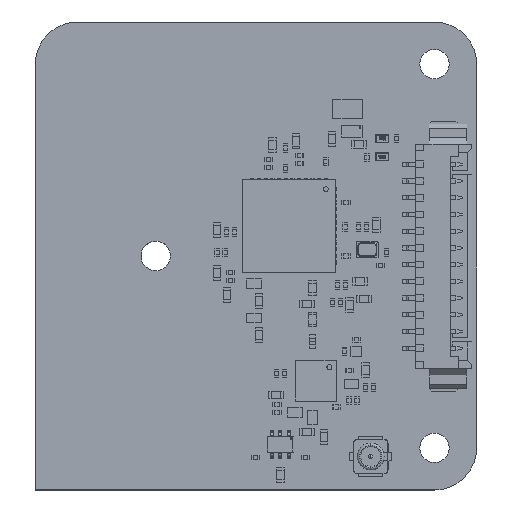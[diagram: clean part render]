
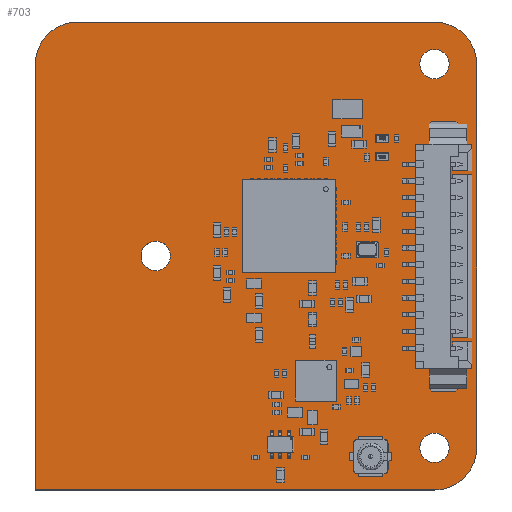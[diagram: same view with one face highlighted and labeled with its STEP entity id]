
A CAD part, top view. The second image highlights one B-rep face of the part: STEP entity #703.
In plain terms, the highlighted planar face has unit normal (0, 0, 1).
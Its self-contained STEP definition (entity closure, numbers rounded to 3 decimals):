
#364 = VERTEX_POINT('',#365);
#365 = CARTESIAN_POINT('',(0.,0.,1.083));
#371 = EDGE_CURVE('',#364,#372,#374,.T.);
#372 = VERTEX_POINT('',#373);
#373 = CARTESIAN_POINT('',(29.875,0.,1.083));
#374 = LINE('',#375,#376);
#375 = CARTESIAN_POINT('',(0.,0.,1.083));
#376 = VECTOR('',#377,1.);
#377 = DIRECTION('',(1.,0.,0.));
#402 = EDGE_CURVE('',#372,#403,#405,.T.);
#403 = VERTEX_POINT('',#404);
#404 = CARTESIAN_POINT('',(33.,3.125,1.083));
#405 = CIRCLE('',#406,3.148);
#406 = AXIS2_PLACEMENT_3D('',#407,#408,#409);
#407 = CARTESIAN_POINT('',(29.852,3.148,1.083));
#408 = DIRECTION('',(0.,0.,1.));
#409 = DIRECTION('',(0.007,-1.,0.));
#435 = EDGE_CURVE('',#403,#436,#438,.T.);
#436 = VERTEX_POINT('',#437);
#437 = CARTESIAN_POINT('',(33.,31.875,1.083));
#438 = LINE('',#439,#440);
#439 = CARTESIAN_POINT('',(33.,3.125,1.083));
#440 = VECTOR('',#441,1.);
#441 = DIRECTION('',(0.,1.,0.));
#466 = EDGE_CURVE('',#436,#467,#469,.T.);
#467 = VERTEX_POINT('',#468);
#468 = CARTESIAN_POINT('',(29.863,35.,1.083));
#469 = CIRCLE('',#470,3.15);
#470 = AXIS2_PLACEMENT_3D('',#471,#472,#473);
#471 = CARTESIAN_POINT('',(29.85,31.85,1.083));
#472 = DIRECTION('',(0.,0.,1.));
#473 = DIRECTION('',(1.,0.008,0.));
#499 = EDGE_CURVE('',#467,#500,#502,.T.);
#500 = VERTEX_POINT('',#501);
#501 = CARTESIAN_POINT('',(3.15,35.,1.083));
#502 = LINE('',#503,#504);
#503 = CARTESIAN_POINT('',(29.863,35.,1.083));
#504 = VECTOR('',#505,1.);
#505 = DIRECTION('',(-1.,0.,0.));
#530 = EDGE_CURVE('',#500,#531,#533,.T.);
#531 = VERTEX_POINT('',#532);
#532 = CARTESIAN_POINT('',(0.,31.875,1.083));
#533 = CIRCLE('',#534,3.15);
#534 = AXIS2_PLACEMENT_3D('',#535,#536,#537);
#535 = CARTESIAN_POINT('',(3.15,31.85,1.083));
#536 = DIRECTION('',(0.,0.,1.));
#537 = DIRECTION('',(0.,1.,0.));
#563 = EDGE_CURVE('',#531,#364,#564,.T.);
#564 = LINE('',#565,#566);
#565 = CARTESIAN_POINT('',(0.,31.875,1.083));
#566 = VECTOR('',#567,1.);
#567 = DIRECTION('',(0.,-1.,0.));
#587 = VERTEX_POINT('',#588);
#588 = CARTESIAN_POINT('',(10.1,17.5,1.083));
#594 = EDGE_CURVE('',#587,#587,#595,.T.);
#595 = CIRCLE('',#596,1.1);
#596 = AXIS2_PLACEMENT_3D('',#597,#598,#599);
#597 = CARTESIAN_POINT('',(9.,17.5,1.083));
#598 = DIRECTION('',(0.,0.,1.));
#599 = DIRECTION('',(1.,0.,0.));
#620 = VERTEX_POINT('',#621);
#621 = CARTESIAN_POINT('',(30.95,3.15,1.083));
#627 = EDGE_CURVE('',#620,#620,#628,.T.);
#628 = CIRCLE('',#629,1.1);
#629 = AXIS2_PLACEMENT_3D('',#630,#631,#632);
#630 = CARTESIAN_POINT('',(29.85,3.15,1.083));
#631 = DIRECTION('',(0.,0.,1.));
#632 = DIRECTION('',(1.,0.,0.));
#653 = VERTEX_POINT('',#654);
#654 = CARTESIAN_POINT('',(30.95,31.85,1.083));
#660 = EDGE_CURVE('',#653,#653,#661,.T.);
#661 = CIRCLE('',#662,1.1);
#662 = AXIS2_PLACEMENT_3D('',#663,#664,#665);
#663 = CARTESIAN_POINT('',(29.85,31.85,1.083));
#664 = DIRECTION('',(0.,0.,1.));
#665 = DIRECTION('',(1.,0.,0.));
#703 = ADVANCED_FACE('',(#704,#713,#716,#719),#722,.F.);
#704 = FACE_BOUND('',#705,.T.);
#705 = EDGE_LOOP('',(#706,#707,#708,#709,#710,#711,#712));
#706 = ORIENTED_EDGE('',*,*,#371,.T.);
#707 = ORIENTED_EDGE('',*,*,#402,.T.);
#708 = ORIENTED_EDGE('',*,*,#435,.T.);
#709 = ORIENTED_EDGE('',*,*,#466,.T.);
#710 = ORIENTED_EDGE('',*,*,#499,.T.);
#711 = ORIENTED_EDGE('',*,*,#530,.T.);
#712 = ORIENTED_EDGE('',*,*,#563,.T.);
#713 = FACE_BOUND('',#714,.F.);
#714 = EDGE_LOOP('',(#715));
#715 = ORIENTED_EDGE('',*,*,#594,.T.);
#716 = FACE_BOUND('',#717,.F.);
#717 = EDGE_LOOP('',(#718));
#718 = ORIENTED_EDGE('',*,*,#627,.T.);
#719 = FACE_BOUND('',#720,.F.);
#720 = EDGE_LOOP('',(#721));
#721 = ORIENTED_EDGE('',*,*,#660,.T.);
#722 = PLANE('',#723);
#723 = AXIS2_PLACEMENT_3D('',#724,#725,#726);
#724 = CARTESIAN_POINT('',(0.,0.,1.083));
#725 = DIRECTION('',(0.,0.,-1.));
#726 = DIRECTION('',(-1.,0.,0.));
